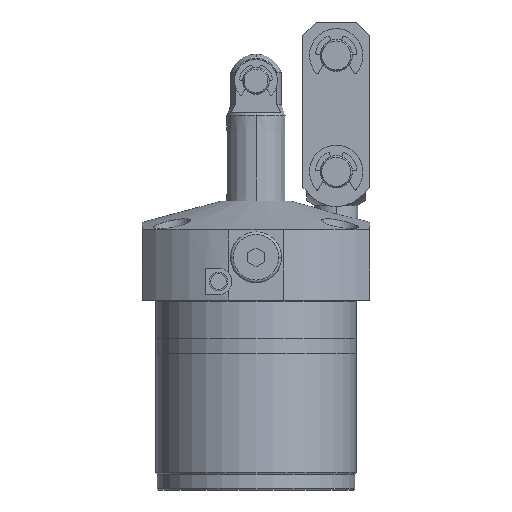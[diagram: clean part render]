
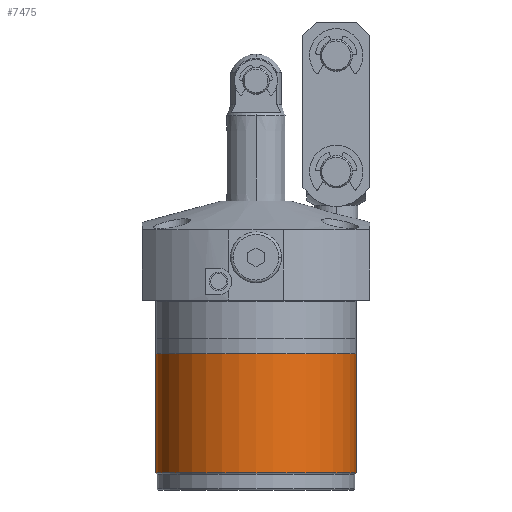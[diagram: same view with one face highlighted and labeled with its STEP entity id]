
A CAD part, front view. The second image highlights one B-rep face of the part: STEP entity #7475.
In plain terms, the highlighted cylindrical face has radius 37.4 mm (diameter 74.8 mm), a partial arc.
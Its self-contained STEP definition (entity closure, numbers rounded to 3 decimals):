
#954 = VECTOR ( 'NONE', #5995, 1000. ) ;
#1175 = CYLINDRICAL_SURFACE ( 'NONE', #1179, 37.4 ) ;
#1178 = FACE_OUTER_BOUND ( 'NONE', #8004, .T. ) ;
#1179 = AXIS2_PLACEMENT_3D ( 'NONE', #4056, #4057, #4058 ) ;
#1204 = VECTOR ( 'NONE', #4021, 1000. ) ;
#1400 = CARTESIAN_POINT ( 'NONE',  ( 0., 0., -64.507 ) ) ;
#1401 = DIRECTION ( 'NONE',  ( 0., 0., 1. ) ) ;
#1402 = DIRECTION ( 'NONE',  ( 1., 0., 0. ) ) ;
#1403 = CARTESIAN_POINT ( 'NONE',  ( 0., 0., -20. ) ) ;
#1404 = DIRECTION ( 'NONE',  ( 0., 0., 1. ) ) ;
#1405 = DIRECTION ( 'NONE',  ( 1., 0., 0. ) ) ;
#1936 = CIRCLE ( 'NONE', #7173, 37.4 ) ;
#1937 = CIRCLE ( 'NONE', #7174, 37.4 ) ;
#1955 = EDGE_CURVE ( 'NONE', #3305, #3304, #1937, .T. ) ;
#1956 = EDGE_CURVE ( 'NONE', #3303, #3302, #1936, .T. ) ;
#2699 = ORIENTED_EDGE ( 'NONE', *, *, #7463, .T. ) ;
#2700 = ORIENTED_EDGE ( 'NONE', *, *, #1955, .T. ) ;
#2701 = ORIENTED_EDGE ( 'NONE', *, *, #7404, .F. ) ;
#2702 = ORIENTED_EDGE ( 'NONE', *, *, #1956, .F. ) ;
#3302 = VERTEX_POINT ( 'NONE', #5768 ) ;
#3303 = VERTEX_POINT ( 'NONE', #5769 ) ;
#3304 = VERTEX_POINT ( 'NONE', #5770 ) ;
#3305 = VERTEX_POINT ( 'NONE', #5771 ) ;
#4019 = LINE ( 'NONE', #4020, #1204 ) ;
#4020 = CARTESIAN_POINT ( 'NONE',  ( 37.4, 0., 100. ) ) ;
#4021 = DIRECTION ( 'NONE',  ( 0., 0., 1. ) ) ;
#4056 = CARTESIAN_POINT ( 'NONE',  ( 0., 0., 100. ) ) ;
#4057 = DIRECTION ( 'NONE',  ( 0., 0., 1. ) ) ;
#4058 = DIRECTION ( 'NONE',  ( 1., 0., 0. ) ) ;
#5768 = CARTESIAN_POINT ( 'NONE',  ( 37.4, 0., -20. ) ) ;
#5769 = CARTESIAN_POINT ( 'NONE',  ( -37.4, 0., -20. ) ) ;
#5770 = CARTESIAN_POINT ( 'NONE',  ( 37.4, 0., -64.507 ) ) ;
#5771 = CARTESIAN_POINT ( 'NONE',  ( -37.4, 0., -64.507 ) ) ;
#5993 = LINE ( 'NONE', #5994, #954 ) ;
#5994 = CARTESIAN_POINT ( 'NONE',  ( -37.4, 0., 100. ) ) ;
#5995 = DIRECTION ( 'NONE',  ( 0., 0., 1. ) ) ;
#7173 = AXIS2_PLACEMENT_3D ( 'NONE', #1403, #1404, #1405 ) ;
#7174 = AXIS2_PLACEMENT_3D ( 'NONE', #1400, #1401, #1402 ) ;
#7404 = EDGE_CURVE ( 'NONE', #3305, #3303, #5993, .T. ) ;
#7463 = EDGE_CURVE ( 'NONE', #3304, #3302, #4019, .T. ) ;
#7475 = ADVANCED_FACE ( 'NONE', ( #1178 ), #1175, .T. ) ;
#8004 = EDGE_LOOP ( 'NONE', ( #2701, #2700, #2699, #2702 ) ) ;
